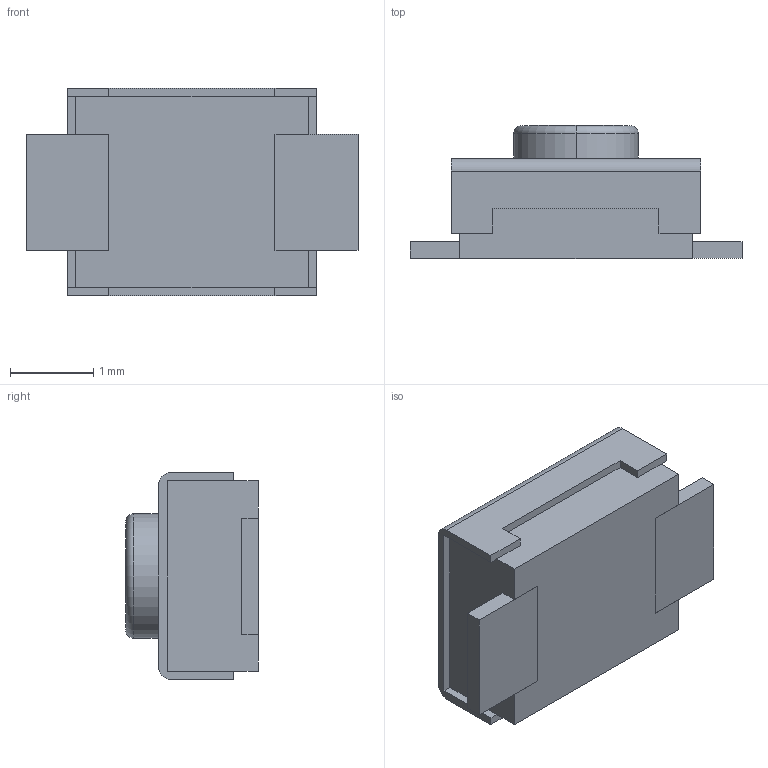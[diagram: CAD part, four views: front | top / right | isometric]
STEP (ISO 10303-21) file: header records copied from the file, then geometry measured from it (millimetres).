
FILE_DESCRIPTION (( 'STEP AP214' ), '1' );
FILE_NAME ('B3U-1000P.STEP', '2021-07-07T17:41:50', ( '' ), ( '' ), 'SwSTEP 2.0', 'SolidWorks 2018', '' );
FILE_SCHEMA (( 'AUTOMOTIVE_DESIGN' ));
Length unit declared in the file: millimetre
Products named in the file (1): B3U-1000P
Bounding box: 4 x 1.6 x 2.5 mm (x, y, z)
Volume: 9.2 mm3; surface area: 34.4 mm2
Topology: 1 solids, 1 shells, 48 faces, 126 edges, 82 vertices
Faces by surface type: plane 40, cylinder 6, torus 2
Entity records: 1657 total; most frequent: CARTESIAN_POINT 257, ORIENTED_EDGE 252, DIRECTION 240, EDGE_CURVE 126, VECTOR 110, LINE 110, VERTEX_POINT 82, AXIS2_PLACEMENT_3D 65
